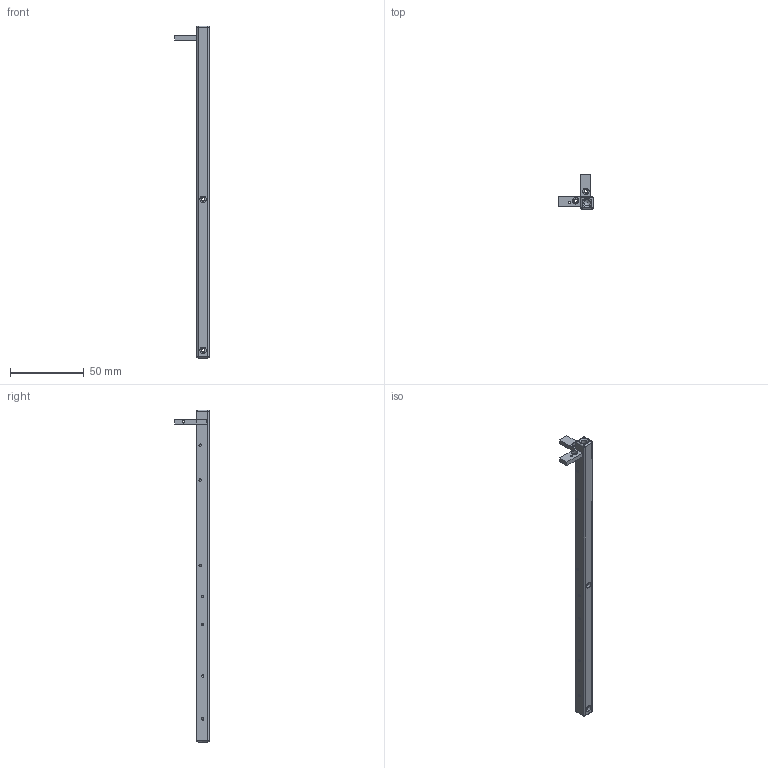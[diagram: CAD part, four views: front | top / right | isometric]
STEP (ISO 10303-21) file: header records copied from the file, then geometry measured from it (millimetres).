
FILE_DESCRIPTION(/* description */ (''),/* implementation_level */ '2;1');
FILE_NAME(/* name */ '8_2U_STD.step',/* time_stamp */ '2023-12-22T12:02:51+09:00',/* author */ (''),/* organization */ (''),/* preprocessor_version */ 'ST-DEVELOPER v20',/* originating_system */ 'Autodesk Translation Framework v12.14.0.127',/* authorisation */ '');
FILE_SCHEMA (('AUTOMOTIVE_DESIGN { 1 0 10303 214 3 1 1 }'));
Length unit declared in the file: millimetre
Products named in the file (1): FM_RAIL(+Y/+X)_spring_plunger
Bounding box: 23.5 x 23.5 x 225 mm (x, y, z)
Volume: 16139.4 mm3; surface area: 8771.5 mm2
Topology: 1 solids, 1 shells, 68 faces, 148 edges, 86 vertices
Faces by surface type: cylinder 29, plane 20, cone 12, sphere 6, torus 1
Full cylindrical faces by diameter (mm): 1.623 x9, 2.2 x4, 4.234 x1, 4.4 x4
Entity records: 1848 total; most frequent: DIRECTION 341, CARTESIAN_POINT 295, ORIENTED_EDGE 280, EDGE_CURVE 140, AXIS2_PLACEMENT_3D 132, EDGE_LOOP 92, VERTEX_POINT 86, LINE 77
